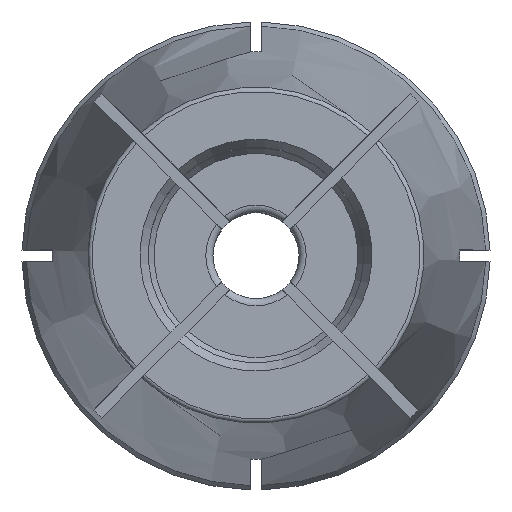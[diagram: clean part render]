
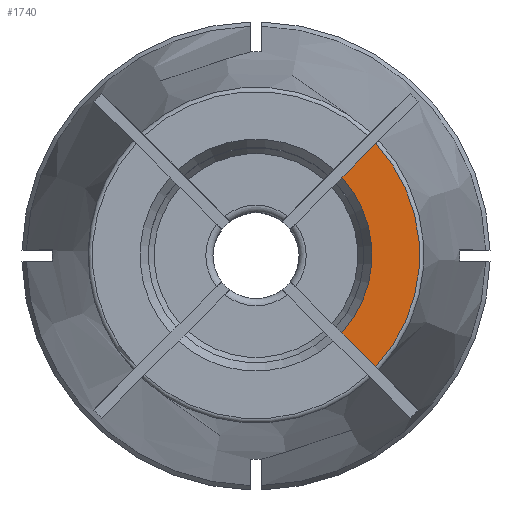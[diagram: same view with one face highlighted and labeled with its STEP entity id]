
A CAD part, top view. The second image highlights one B-rep face of the part: STEP entity #1740.
In plain terms, the highlighted planar face has unit normal (0, 0, 1).
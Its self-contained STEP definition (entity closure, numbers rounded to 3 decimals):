
#141=LINE('',#2571,#245);
#184=LINE('',#2812,#288);
#245=VECTOR('',#2028,1000.);
#288=VECTOR('',#2115,1000.);
#573=ORIENTED_EDGE('',*,*,#1073,.F.);
#574=ORIENTED_EDGE('',*,*,#909,.T.);
#575=ORIENTED_EDGE('',*,*,#1074,.T.);
#576=ORIENTED_EDGE('',*,*,#988,.T.);
#909=EDGE_CURVE('',#1184,#1183,#141,.T.);
#988=EDGE_CURVE('',#1259,#1258,#184,.T.);
#1073=EDGE_CURVE('',#1184,#1258,#1426,.T.);
#1074=EDGE_CURVE('',#1183,#1259,#1427,.T.);
#1183=VERTEX_POINT('',#2570);
#1184=VERTEX_POINT('',#2572);
#1258=VERTEX_POINT('',#2811);
#1259=VERTEX_POINT('',#2813);
#1426=CIRCLE('',#1920,8.077);
#1427=CIRCLE('',#1921,11.397);
#1504=EDGE_LOOP('',(#573,#574,#575,#576));
#1600=FACE_BOUND('',#1504,.T.);
#1674=PLANE('',#1919);
#1740=ADVANCED_FACE('',(#1600),#1674,.T.);
#1919=AXIS2_PLACEMENT_3D('',#3013,#2305,#2306);
#1920=AXIS2_PLACEMENT_3D('',#3014,#2307,#2308);
#1921=AXIS2_PLACEMENT_3D('',#3015,#2309,#2310);
#2028=DIRECTION('',(0.707,-0.707,0.));
#2115=DIRECTION('',(-0.707,-0.707,0.));
#2305=DIRECTION('',(0.,0.,1.));
#2306=DIRECTION('',(1.,0.,0.));
#2307=DIRECTION('',(0.,0.,1.));
#2308=DIRECTION('',(1.,0.,0.));
#2309=DIRECTION('',(0.,0.,1.));
#2310=DIRECTION('',(1.,0.,0.));
#2570=CARTESIAN_POINT('',(8.336,-7.771,30.9));
#2571=CARTESIAN_POINT('',(0.283,0.283,30.9));
#2572=CARTESIAN_POINT('',(5.987,-5.422,30.9));
#2811=CARTESIAN_POINT('',(5.987,5.422,30.9));
#2812=CARTESIAN_POINT('',(0.283,-0.283,30.9));
#2813=CARTESIAN_POINT('',(8.336,7.771,30.9));
#3013=CARTESIAN_POINT('',(0.,0.,30.9));
#3014=CARTESIAN_POINT('',(0.,0.,30.9));
#3015=CARTESIAN_POINT('',(0.,0.,30.9));
